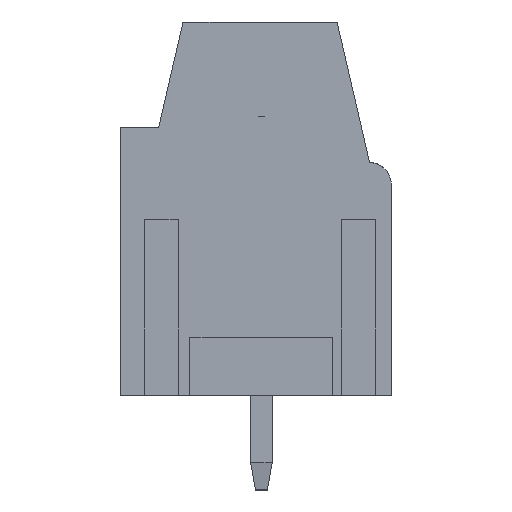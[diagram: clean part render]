
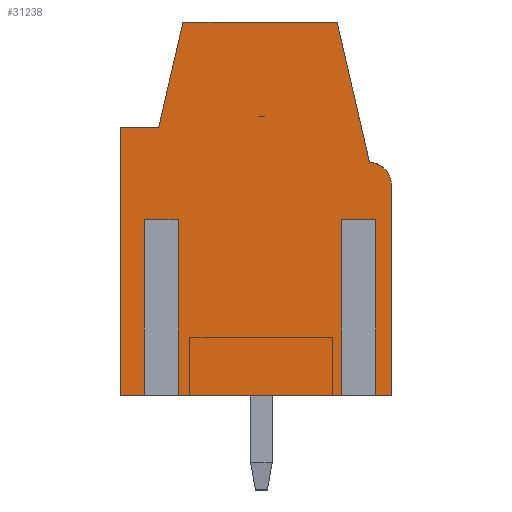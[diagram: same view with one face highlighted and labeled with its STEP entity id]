
A CAD part, left-side view. The second image highlights one B-rep face of the part: STEP entity #31238.
In plain terms, the highlighted planar face has unit normal (-1, 0, 0).
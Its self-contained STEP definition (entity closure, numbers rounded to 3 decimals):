
#31175=AXIS2_PLACEMENT_3D('Plane Axis2P3D',#31172,#31173,#31174) ;
#30222=CARTESIAN_POINT('Vertex',(0.55,0.,3.5)) ;
#30225=CARTESIAN_POINT('Line Origine',(0.55,0.447,3.5)) ;
#30229=CARTESIAN_POINT('Vertex',(0.55,0.894,3.5)) ;
#30250=CARTESIAN_POINT('Vertex',(0.55,1.506,3.5)) ;
#30253=CARTESIAN_POINT('Line Origine',(0.55,4.85,3.5)) ;
#30257=CARTESIAN_POINT('Vertex',(0.55,8.194,3.5)) ;
#30278=CARTESIAN_POINT('Vertex',(0.55,8.806,3.5)) ;
#30281=CARTESIAN_POINT('Line Origine',(0.55,9.403,3.5)) ;
#30285=CARTESIAN_POINT('Vertex',(0.55,10.,3.5)) ;
#30729=CARTESIAN_POINT('Line Origine',(0.55,10.,8.45)) ;
#30733=CARTESIAN_POINT('Vertex',(0.55,10.,13.4)) ;
#30874=CARTESIAN_POINT('Vertex',(0.55,8.6,13.4)) ;
#30877=CARTESIAN_POINT('Line Origine',(0.55,8.15,15.35)) ;
#30881=CARTESIAN_POINT('Vertex',(0.55,7.7,17.3)) ;
#30905=CARTESIAN_POINT('Line Origine',(0.55,4.85,17.3)) ;
#30909=CARTESIAN_POINT('Vertex',(0.55,2.001,17.3)) ;
#30965=CARTESIAN_POINT('Line Origine',(0.55,1.4,14.7)) ;
#30969=CARTESIAN_POINT('Vertex',(0.55,0.8,12.1)) ;
#30990=CARTESIAN_POINT('Control Point',(0.55,0.,11.3)) ;
#30991=CARTESIAN_POINT('Control Point',(0.55,0.,11.614)) ;
#30992=CARTESIAN_POINT('Control Point',(0.55,0.168,11.932)) ;
#30993=CARTESIAN_POINT('Control Point',(0.55,0.486,12.1)) ;
#30994=CARTESIAN_POINT('Control Point',(0.55,0.8,12.1)) ;
#30995=CARTESIAN_POINT('Vertex',(0.55,0.,11.3)) ;
#31015=CARTESIAN_POINT('Line Origine',(0.55,0.,7.4)) ;
#31172=CARTESIAN_POINT('Axis2P3D Location',(0.55,10.,0.)) ;
#31177=CARTESIAN_POINT('Line Origine',(0.55,1.506,6.75)) ;
#31181=CARTESIAN_POINT('Vertex',(0.55,1.506,10.)) ;
#31184=CARTESIAN_POINT('Line Origine',(0.55,1.2,10.)) ;
#31188=CARTESIAN_POINT('Vertex',(0.55,0.894,10.)) ;
#31191=CARTESIAN_POINT('Line Origine',(0.55,0.894,6.75)) ;
#31196=CARTESIAN_POINT('Line Origine',(0.55,9.3,13.4)) ;
#31201=CARTESIAN_POINT('Line Origine',(0.55,8.806,6.75)) ;
#31205=CARTESIAN_POINT('Vertex',(0.55,8.806,10.)) ;
#31208=CARTESIAN_POINT('Line Origine',(0.55,8.5,10.)) ;
#31212=CARTESIAN_POINT('Vertex',(0.55,8.194,10.)) ;
#31215=CARTESIAN_POINT('Line Origine',(0.55,8.194,6.75)) ;
#30226=DIRECTION('Vector Direction',(0.,-1.,0.)) ;
#30254=DIRECTION('Vector Direction',(0.,-1.,0.)) ;
#30282=DIRECTION('Vector Direction',(0.,-1.,0.)) ;
#30730=DIRECTION('Vector Direction',(0.,0.,-1.)) ;
#30878=DIRECTION('Vector Direction',(0.,0.225,-0.974)) ;
#30906=DIRECTION('Vector Direction',(0.,1.,0.)) ;
#30966=DIRECTION('Vector Direction',(0.,0.225,0.974)) ;
#31016=DIRECTION('Vector Direction',(0.,0.,1.)) ;
#31173=DIRECTION('Axis2P3D Direction',(-1.,0.,0.)) ;
#31174=DIRECTION('Axis2P3D XDirection',(0.,1.,0.)) ;
#31178=DIRECTION('Vector Direction',(0.,0.,1.)) ;
#31185=DIRECTION('Vector Direction',(0.,1.,0.)) ;
#31192=DIRECTION('Vector Direction',(0.,0.,1.)) ;
#31197=DIRECTION('Vector Direction',(0.,1.,0.)) ;
#31202=DIRECTION('Vector Direction',(0.,0.,1.)) ;
#31209=DIRECTION('Vector Direction',(0.,1.,0.)) ;
#31216=DIRECTION('Vector Direction',(0.,0.,1.)) ;
#30227=VECTOR('Line Direction',#30226,1.) ;
#30255=VECTOR('Line Direction',#30254,1.) ;
#30283=VECTOR('Line Direction',#30282,1.) ;
#30731=VECTOR('Line Direction',#30730,1.) ;
#30879=VECTOR('Line Direction',#30878,1.) ;
#30907=VECTOR('Line Direction',#30906,1.) ;
#30967=VECTOR('Line Direction',#30966,1.) ;
#31017=VECTOR('Line Direction',#31016,1.) ;
#31179=VECTOR('Line Direction',#31178,1.) ;
#31186=VECTOR('Line Direction',#31185,1.) ;
#31193=VECTOR('Line Direction',#31192,1.) ;
#31198=VECTOR('Line Direction',#31197,1.) ;
#31203=VECTOR('Line Direction',#31202,1.) ;
#31210=VECTOR('Line Direction',#31209,1.) ;
#31217=VECTOR('Line Direction',#31216,1.) ;
#31221=ORIENTED_EDGE('',*,*,#30259,.T.) ;
#31222=ORIENTED_EDGE('',*,*,#31183,.T.) ;
#31223=ORIENTED_EDGE('',*,*,#31190,.F.) ;
#31224=ORIENTED_EDGE('',*,*,#31195,.F.) ;
#31225=ORIENTED_EDGE('',*,*,#30231,.T.) ;
#31226=ORIENTED_EDGE('',*,*,#31019,.T.) ;
#31227=ORIENTED_EDGE('',*,*,#30997,.T.) ;
#31228=ORIENTED_EDGE('',*,*,#30971,.T.) ;
#31229=ORIENTED_EDGE('',*,*,#30911,.T.) ;
#31230=ORIENTED_EDGE('',*,*,#30883,.T.) ;
#31231=ORIENTED_EDGE('',*,*,#31200,.T.) ;
#31232=ORIENTED_EDGE('',*,*,#30735,.T.) ;
#31233=ORIENTED_EDGE('',*,*,#30287,.T.) ;
#31234=ORIENTED_EDGE('',*,*,#31207,.T.) ;
#31235=ORIENTED_EDGE('',*,*,#31214,.F.) ;
#31236=ORIENTED_EDGE('',*,*,#31219,.F.) ;
#31238=ADVANCED_FACE('HOUSING',(#31237),#31176,.T.) ;
#30989=B_SPLINE_CURVE_WITH_KNOTS('',4,(#30990,#30991,#30992,#30993,#30994),.UNSPECIFIED.,.F.,.U.,(5,5),(-0.628,0.628),.UNSPECIFIED.) ;
#30231=EDGE_CURVE('',#30230,#30223,#30228,.T.) ;
#30259=EDGE_CURVE('',#30258,#30251,#30256,.T.) ;
#30287=EDGE_CURVE('',#30286,#30279,#30284,.T.) ;
#30735=EDGE_CURVE('',#30734,#30286,#30732,.T.) ;
#30883=EDGE_CURVE('',#30882,#30875,#30880,.T.) ;
#30911=EDGE_CURVE('',#30910,#30882,#30908,.T.) ;
#30971=EDGE_CURVE('',#30970,#30910,#30968,.T.) ;
#30997=EDGE_CURVE('',#30996,#30970,#30989,.T.) ;
#31019=EDGE_CURVE('',#30223,#30996,#31018,.T.) ;
#31183=EDGE_CURVE('',#30251,#31182,#31180,.T.) ;
#31190=EDGE_CURVE('',#31189,#31182,#31187,.T.) ;
#31195=EDGE_CURVE('',#30230,#31189,#31194,.T.) ;
#31200=EDGE_CURVE('',#30875,#30734,#31199,.T.) ;
#31207=EDGE_CURVE('',#30279,#31206,#31204,.T.) ;
#31214=EDGE_CURVE('',#31213,#31206,#31211,.T.) ;
#31219=EDGE_CURVE('',#30258,#31213,#31218,.T.) ;
#31220=EDGE_LOOP('',(#31221,#31222,#31223,#31224,#31225,#31226,#31227,#31228,#31229,#31230,#31231,#31232,#31233,#31234,#31235,#31236)) ;
#31237=FACE_OUTER_BOUND('',#31220,.T.) ;
#30228=LINE('Line',#30225,#30227) ;
#30256=LINE('Line',#30253,#30255) ;
#30284=LINE('Line',#30281,#30283) ;
#30732=LINE('Line',#30729,#30731) ;
#30880=LINE('Line',#30877,#30879) ;
#30908=LINE('Line',#30905,#30907) ;
#30968=LINE('Line',#30965,#30967) ;
#31018=LINE('Line',#31015,#31017) ;
#31180=LINE('Line',#31177,#31179) ;
#31187=LINE('Line',#31184,#31186) ;
#31194=LINE('Line',#31191,#31193) ;
#31199=LINE('Line',#31196,#31198) ;
#31204=LINE('Line',#31201,#31203) ;
#31211=LINE('Line',#31208,#31210) ;
#31218=LINE('Line',#31215,#31217) ;
#31176=PLANE('',#31175) ;
#30223=VERTEX_POINT('',#30222) ;
#30230=VERTEX_POINT('',#30229) ;
#30251=VERTEX_POINT('',#30250) ;
#30258=VERTEX_POINT('',#30257) ;
#30279=VERTEX_POINT('',#30278) ;
#30286=VERTEX_POINT('',#30285) ;
#30734=VERTEX_POINT('',#30733) ;
#30875=VERTEX_POINT('',#30874) ;
#30882=VERTEX_POINT('',#30881) ;
#30910=VERTEX_POINT('',#30909) ;
#30970=VERTEX_POINT('',#30969) ;
#30996=VERTEX_POINT('',#30995) ;
#31182=VERTEX_POINT('',#31181) ;
#31189=VERTEX_POINT('',#31188) ;
#31206=VERTEX_POINT('',#31205) ;
#31213=VERTEX_POINT('',#31212) ;
